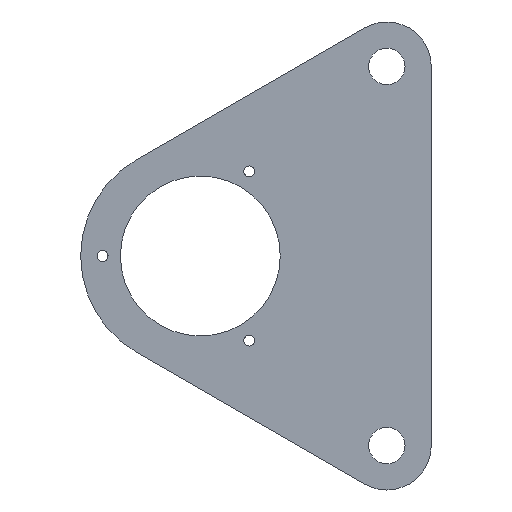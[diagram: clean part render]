
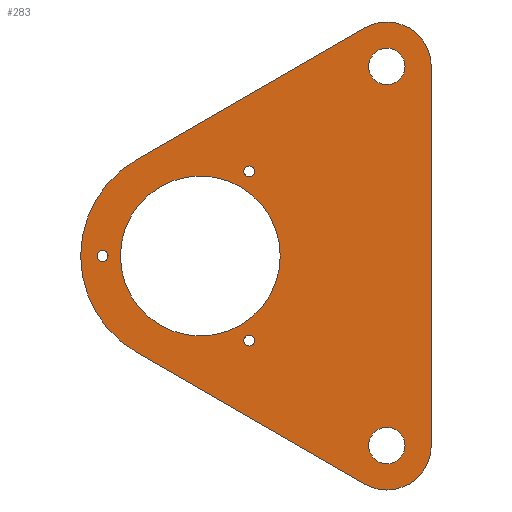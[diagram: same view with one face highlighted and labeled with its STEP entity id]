
A CAD part, left-side view. The second image highlights one B-rep face of the part: STEP entity #283.
In plain terms, the highlighted planar face has unit normal (-1, 0, 0).
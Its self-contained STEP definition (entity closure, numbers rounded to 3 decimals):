
#15=FACE_BOUND('',#48,.T.);
#16=FACE_BOUND('',#49,.T.);
#17=FACE_BOUND('',#50,.T.);
#18=FACE_BOUND('',#51,.T.);
#19=FACE_BOUND('',#52,.T.);
#20=FACE_BOUND('',#53,.T.);
#27=PLANE('',#319);
#33=FACE_OUTER_BOUND('',#47,.T.);
#47=EDGE_LOOP('',(#199,#200,#201,#202,#203,#204));
#48=EDGE_LOOP('',(#205));
#49=EDGE_LOOP('',(#206));
#50=EDGE_LOOP('',(#207));
#51=EDGE_LOOP('',(#208));
#52=EDGE_LOOP('',(#209));
#53=EDGE_LOOP('',(#210));
#74=LINE('',#453,#92);
#75=LINE('',#457,#93);
#76=LINE('',#460,#94);
#92=VECTOR('',#363,10.);
#93=VECTOR('',#366,10.);
#94=VECTOR('',#369,10.);
#109=CIRCLE('',#318,12.5);
#110=CIRCLE('',#320,5.);
#111=CIRCLE('',#321,5.);
#112=CIRCLE('',#322,9.);
#113=CIRCLE('',#323,2.05);
#114=CIRCLE('',#324,2.05);
#115=CIRCLE('',#325,0.611);
#116=CIRCLE('',#326,0.611);
#117=CIRCLE('',#327,0.611);
#131=VERTEX_POINT('',#446);
#132=VERTEX_POINT('',#448);
#133=VERTEX_POINT('',#452);
#134=VERTEX_POINT('',#454);
#135=VERTEX_POINT('',#456);
#136=VERTEX_POINT('',#458);
#137=VERTEX_POINT('',#461);
#138=VERTEX_POINT('',#463);
#139=VERTEX_POINT('',#465);
#140=VERTEX_POINT('',#467);
#141=VERTEX_POINT('',#469);
#142=VERTEX_POINT('',#471);
#158=EDGE_CURVE('',#131,#132,#109,.T.);
#160=EDGE_CURVE('',#133,#131,#74,.T.);
#161=EDGE_CURVE('',#134,#133,#110,.T.);
#162=EDGE_CURVE('',#135,#134,#75,.T.);
#163=EDGE_CURVE('',#136,#135,#111,.T.);
#164=EDGE_CURVE('',#132,#136,#76,.T.);
#165=EDGE_CURVE('',#137,#137,#112,.T.);
#166=EDGE_CURVE('',#138,#138,#113,.T.);
#167=EDGE_CURVE('',#139,#139,#114,.T.);
#168=EDGE_CURVE('',#140,#140,#115,.T.);
#169=EDGE_CURVE('',#141,#141,#116,.T.);
#170=EDGE_CURVE('',#142,#142,#117,.T.);
#199=ORIENTED_EDGE('',*,*,#158,.F.);
#200=ORIENTED_EDGE('',*,*,#160,.F.);
#201=ORIENTED_EDGE('',*,*,#161,.F.);
#202=ORIENTED_EDGE('',*,*,#162,.F.);
#203=ORIENTED_EDGE('',*,*,#163,.F.);
#204=ORIENTED_EDGE('',*,*,#164,.F.);
#205=ORIENTED_EDGE('',*,*,#165,.F.);
#206=ORIENTED_EDGE('',*,*,#166,.F.);
#207=ORIENTED_EDGE('',*,*,#167,.F.);
#208=ORIENTED_EDGE('',*,*,#168,.T.);
#209=ORIENTED_EDGE('',*,*,#169,.T.);
#210=ORIENTED_EDGE('',*,*,#170,.T.);
#283=ADVANCED_FACE('',(#33,#15,#16,#17,#18,#19,#20),#27,.F.);
#318=AXIS2_PLACEMENT_3D('',#449,#358,#359);
#319=AXIS2_PLACEMENT_3D('',#451,#361,#362);
#320=AXIS2_PLACEMENT_3D('',#455,#364,#365);
#321=AXIS2_PLACEMENT_3D('',#459,#367,#368);
#322=AXIS2_PLACEMENT_3D('',#462,#370,#371);
#323=AXIS2_PLACEMENT_3D('',#464,#372,#373);
#324=AXIS2_PLACEMENT_3D('',#466,#374,#375);
#325=AXIS2_PLACEMENT_3D('',#468,#376,#377);
#326=AXIS2_PLACEMENT_3D('',#470,#378,#379);
#327=AXIS2_PLACEMENT_3D('',#472,#380,#381);
#358=DIRECTION('center_axis',(1.,0.,0.));
#359=DIRECTION('ref_axis',(0.,1.,0.));
#361=DIRECTION('center_axis',(1.,0.,0.));
#362=DIRECTION('ref_axis',(0.,0.,-1.));
#363=DIRECTION('',(0.,0.866,0.5));
#364=DIRECTION('center_axis',(1.,0.,0.));
#365=DIRECTION('ref_axis',(0.,-1.,0.));
#366=DIRECTION('',(0.,0.,-1.));
#367=DIRECTION('center_axis',(1.,0.,0.));
#368=DIRECTION('ref_axis',(0.,0.5,0.866));
#369=DIRECTION('',(0.,-0.866,0.5));
#370=DIRECTION('center_axis',(-1.,0.,0.));
#371=DIRECTION('ref_axis',(0.,-1.,0.));
#372=DIRECTION('center_axis',(-1.,0.,0.));
#373=DIRECTION('ref_axis',(0.,-1.,0.));
#374=DIRECTION('center_axis',(-1.,0.,0.));
#375=DIRECTION('ref_axis',(0.,-1.,0.));
#376=DIRECTION('center_axis',(1.,0.,0.));
#377=DIRECTION('ref_axis',(0.,0.,-1.));
#378=DIRECTION('center_axis',(1.,0.,0.));
#379=DIRECTION('ref_axis',(0.,0.866,0.5));
#380=DIRECTION('center_axis',(1.,0.,0.));
#381=DIRECTION('ref_axis',(0.,-0.866,0.5));
#446=CARTESIAN_POINT('',(0.,-18.75,-10.825));
#448=CARTESIAN_POINT('',(0.,-18.75,10.825));
#449=CARTESIAN_POINT('Origin',(0.,-25.,0.));
#451=CARTESIAN_POINT('Origin',(0.,-25.981,0.));
#452=CARTESIAN_POINT('',(0.,-44.462,-25.67));
#453=CARTESIAN_POINT('',(0.,-44.462,-25.67));
#454=CARTESIAN_POINT('',(0.,-51.962,-21.34));
#455=CARTESIAN_POINT('Origin',(0.,-46.962,-21.34));
#456=CARTESIAN_POINT('',(0.,-51.962,21.34));
#457=CARTESIAN_POINT('',(0.,-51.962,21.34));
#458=CARTESIAN_POINT('',(0.,-44.462,25.67));
#459=CARTESIAN_POINT('Origin',(0.,-46.962,21.34));
#460=CARTESIAN_POINT('',(0.,0.,0.));
#461=CARTESIAN_POINT('',(0.,-16.962,0.));
#462=CARTESIAN_POINT('Origin',(0.,-25.962,0.));
#463=CARTESIAN_POINT('',(0.,-44.912,21.34));
#464=CARTESIAN_POINT('Origin',(0.,-46.962,21.34));
#465=CARTESIAN_POINT('',(0.,-44.912,-21.34));
#466=CARTESIAN_POINT('Origin',(0.,-46.962,-21.34));
#467=CARTESIAN_POINT('',(0.,-14.962,0.611));
#468=CARTESIAN_POINT('Origin',(0.,-14.962,0.));
#469=CARTESIAN_POINT('',(0.,-31.99,9.221));
#470=CARTESIAN_POINT('Origin',(0.,-31.462,9.526));
#471=CARTESIAN_POINT('',(0.,-30.933,-9.832));
#472=CARTESIAN_POINT('Origin',(0.,-31.462,-9.526));
